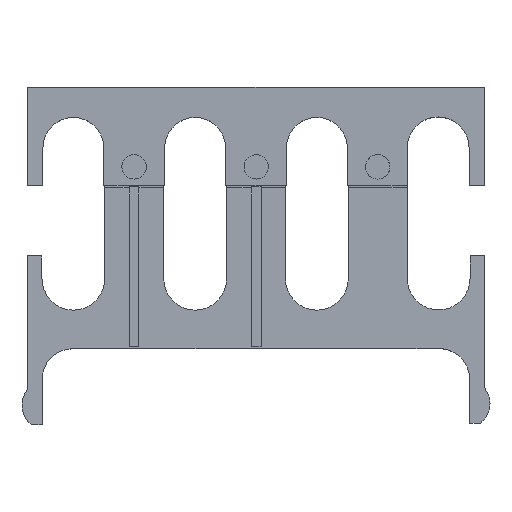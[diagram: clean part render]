
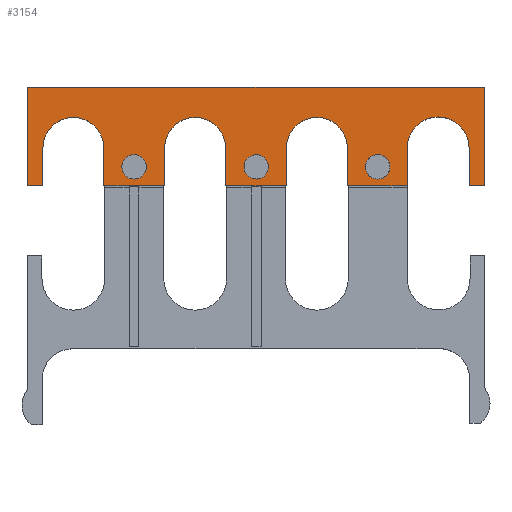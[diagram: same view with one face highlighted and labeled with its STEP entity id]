
A CAD part, top view. The second image highlights one B-rep face of the part: STEP entity #3154.
In plain terms, the highlighted planar face has unit normal (0, 0, 1).
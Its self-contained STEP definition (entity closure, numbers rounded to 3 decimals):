
#2161=AXIS2_PLACEMENT_3D('Circle Axis2P3D',#2159,#2160,$) ;
#2453=AXIS2_PLACEMENT_3D('Circle Axis2P3D',#2451,#2452,$) ;
#2620=AXIS2_PLACEMENT_3D('Circle Axis2P3D',#2618,#2619,$) ;
#2692=AXIS2_PLACEMENT_3D('Circle Axis2P3D',#2690,#2691,$) ;
#2716=AXIS2_PLACEMENT_3D('Circle Axis2P3D',#2714,#2715,$) ;
#2954=AXIS2_PLACEMENT_3D('Circle Axis2P3D',#2952,#2953,$) ;
#3075=AXIS2_PLACEMENT_3D('Circle Axis2P3D',#3073,#3074,$) ;
#3099=AXIS2_PLACEMENT_3D('Circle Axis2P3D',#3097,#3098,$) ;
#3112=AXIS2_PLACEMENT_3D('Plane Axis2P3D',#3109,#3110,#3111) ;
#2156=CARTESIAN_POINT('Vertex',(5.375,18.2,4.5)) ;
#2159=CARTESIAN_POINT('Axis2P3D Location',(3.375,18.2,4.5)) ;
#2163=CARTESIAN_POINT('Vertex',(1.375,18.2,4.5)) ;
#2197=CARTESIAN_POINT('Line Origine',(1.375,16.95,4.5)) ;
#2201=CARTESIAN_POINT('Vertex',(1.375,15.7,4.5)) ;
#2226=CARTESIAN_POINT('Vertex',(5.375,15.7,4.5)) ;
#2231=CARTESIAN_POINT('Line Origine',(5.375,16.95,4.5)) ;
#2301=CARTESIAN_POINT('Line Origine',(0.875,15.7,4.5)) ;
#2305=CARTESIAN_POINT('Vertex',(0.375,15.7,4.5)) ;
#2332=CARTESIAN_POINT('Line Origine',(0.375,18.95,4.5)) ;
#2336=CARTESIAN_POINT('Vertex',(0.375,22.2,4.5)) ;
#2355=CARTESIAN_POINT('Vertex',(9.375,15.7,4.5)) ;
#2360=CARTESIAN_POINT('Line Origine',(7.375,15.7,4.5)) ;
#2409=CARTESIAN_POINT('Vertex',(9.375,18.2,4.5)) ;
#2412=CARTESIAN_POINT('Line Origine',(9.375,16.95,4.5)) ;
#2448=CARTESIAN_POINT('Vertex',(13.375,18.2,4.5)) ;
#2451=CARTESIAN_POINT('Axis2P3D Location',(11.375,18.2,4.5)) ;
#2472=CARTESIAN_POINT('Vertex',(13.375,15.7,4.5)) ;
#2477=CARTESIAN_POINT('Line Origine',(13.375,16.95,4.5)) ;
#2522=CARTESIAN_POINT('Vertex',(17.375,15.7,4.5)) ;
#2527=CARTESIAN_POINT('Line Origine',(15.375,15.7,4.5)) ;
#2576=CARTESIAN_POINT('Vertex',(17.375,18.2,4.5)) ;
#2579=CARTESIAN_POINT('Line Origine',(17.375,16.95,4.5)) ;
#2615=CARTESIAN_POINT('Vertex',(21.375,18.2,4.5)) ;
#2618=CARTESIAN_POINT('Axis2P3D Location',(19.375,18.2,4.5)) ;
#2653=CARTESIAN_POINT('Vertex',(21.375,15.7,4.5)) ;
#2656=CARTESIAN_POINT('Line Origine',(21.375,16.95,4.5)) ;
#2687=CARTESIAN_POINT('Vertex',(8.16,16.95,4.5)) ;
#2690=CARTESIAN_POINT('Axis2P3D Location',(7.36,16.95,4.5)) ;
#2694=CARTESIAN_POINT('Vertex',(6.56,16.95,4.5)) ;
#2714=CARTESIAN_POINT('Axis2P3D Location',(7.36,16.95,4.5)) ;
#2902=CARTESIAN_POINT('Vertex',(25.313,18.2,4.5)) ;
#2907=CARTESIAN_POINT('Line Origine',(25.313,16.95,4.5)) ;
#2911=CARTESIAN_POINT('Vertex',(25.313,15.7,4.5)) ;
#2949=CARTESIAN_POINT('Vertex',(29.375,18.2,4.5)) ;
#2952=CARTESIAN_POINT('Axis2P3D Location',(27.344,18.2,4.5)) ;
#2973=CARTESIAN_POINT('Vertex',(29.375,15.7,4.5)) ;
#2978=CARTESIAN_POINT('Line Origine',(29.375,16.95,4.5)) ;
#2999=CARTESIAN_POINT('Vertex',(30.375,15.7,4.5)) ;
#3004=CARTESIAN_POINT('Line Origine',(29.875,15.7,4.5)) ;
#3030=CARTESIAN_POINT('Vertex',(30.375,22.2,4.5)) ;
#3035=CARTESIAN_POINT('Line Origine',(30.375,18.95,4.5)) ;
#3070=CARTESIAN_POINT('Vertex',(24.175,16.95,4.5)) ;
#3073=CARTESIAN_POINT('Axis2P3D Location',(23.375,16.95,4.5)) ;
#3077=CARTESIAN_POINT('Vertex',(22.575,16.95,4.5)) ;
#3097=CARTESIAN_POINT('Axis2P3D Location',(23.375,16.95,4.5)) ;
#3109=CARTESIAN_POINT('Axis2P3D Location',(15.375,0.125,4.5)) ;
#3114=CARTESIAN_POINT('Line Origine',(15.375,22.2,4.5)) ;
#3119=CARTESIAN_POINT('Line Origine',(23.344,15.7,4.5)) ;
#2160=DIRECTION('Axis2P3D Direction',(0.,0.,1.)) ;
#2198=DIRECTION('Vector Direction',(0.,-1.,0.)) ;
#2232=DIRECTION('Vector Direction',(0.,1.,0.)) ;
#2302=DIRECTION('Vector Direction',(-1.,0.,0.)) ;
#2333=DIRECTION('Vector Direction',(0.,1.,0.)) ;
#2361=DIRECTION('Vector Direction',(-1.,0.,0.)) ;
#2413=DIRECTION('Vector Direction',(0.,-1.,0.)) ;
#2452=DIRECTION('Axis2P3D Direction',(0.,0.,1.)) ;
#2478=DIRECTION('Vector Direction',(0.,1.,0.)) ;
#2528=DIRECTION('Vector Direction',(-1.,0.,0.)) ;
#2580=DIRECTION('Vector Direction',(0.,-1.,0.)) ;
#2619=DIRECTION('Axis2P3D Direction',(0.,0.,1.)) ;
#2657=DIRECTION('Vector Direction',(0.,1.,0.)) ;
#2691=DIRECTION('Axis2P3D Direction',(0.,0.,1.)) ;
#2715=DIRECTION('Axis2P3D Direction',(0.,0.,1.)) ;
#2908=DIRECTION('Vector Direction',(0.,-1.,0.)) ;
#2953=DIRECTION('Axis2P3D Direction',(0.,0.,1.)) ;
#2979=DIRECTION('Vector Direction',(0.,1.,0.)) ;
#3005=DIRECTION('Vector Direction',(-1.,0.,0.)) ;
#3036=DIRECTION('Vector Direction',(0.,-1.,0.)) ;
#3074=DIRECTION('Axis2P3D Direction',(0.,0.,1.)) ;
#3098=DIRECTION('Axis2P3D Direction',(0.,0.,1.)) ;
#3110=DIRECTION('Axis2P3D Direction',(0.,0.,1.)) ;
#3111=DIRECTION('Axis2P3D XDirection',(1.,0.,0.)) ;
#3115=DIRECTION('Vector Direction',(1.,0.,0.)) ;
#3120=DIRECTION('Vector Direction',(1.,0.,0.)) ;
#2199=VECTOR('Line Direction',#2198,1.) ;
#2233=VECTOR('Line Direction',#2232,1.) ;
#2303=VECTOR('Line Direction',#2302,1.) ;
#2334=VECTOR('Line Direction',#2333,1.) ;
#2362=VECTOR('Line Direction',#2361,1.) ;
#2414=VECTOR('Line Direction',#2413,1.) ;
#2479=VECTOR('Line Direction',#2478,1.) ;
#2529=VECTOR('Line Direction',#2528,1.) ;
#2581=VECTOR('Line Direction',#2580,1.) ;
#2658=VECTOR('Line Direction',#2657,1.) ;
#2909=VECTOR('Line Direction',#2908,1.) ;
#2980=VECTOR('Line Direction',#2979,1.) ;
#3006=VECTOR('Line Direction',#3005,1.) ;
#3037=VECTOR('Line Direction',#3036,1.) ;
#3116=VECTOR('Line Direction',#3115,1.) ;
#3121=VECTOR('Line Direction',#3120,1.) ;
#3125=ORIENTED_EDGE('',*,*,#3118,.T.) ;
#3126=ORIENTED_EDGE('',*,*,#2338,.T.) ;
#3127=ORIENTED_EDGE('',*,*,#2307,.T.) ;
#3128=ORIENTED_EDGE('',*,*,#2203,.T.) ;
#3129=ORIENTED_EDGE('',*,*,#2165,.T.) ;
#3130=ORIENTED_EDGE('',*,*,#2235,.T.) ;
#3131=ORIENTED_EDGE('',*,*,#2364,.T.) ;
#3132=ORIENTED_EDGE('',*,*,#2416,.T.) ;
#3133=ORIENTED_EDGE('',*,*,#2455,.T.) ;
#3134=ORIENTED_EDGE('',*,*,#2481,.T.) ;
#3135=ORIENTED_EDGE('',*,*,#2531,.T.) ;
#3136=ORIENTED_EDGE('',*,*,#2583,.T.) ;
#3137=ORIENTED_EDGE('',*,*,#2622,.T.) ;
#3138=ORIENTED_EDGE('',*,*,#2660,.T.) ;
#3139=ORIENTED_EDGE('',*,*,#3123,.T.) ;
#3140=ORIENTED_EDGE('',*,*,#2913,.T.) ;
#3141=ORIENTED_EDGE('',*,*,#2956,.T.) ;
#3142=ORIENTED_EDGE('',*,*,#2982,.T.) ;
#3143=ORIENTED_EDGE('',*,*,#3008,.T.) ;
#3144=ORIENTED_EDGE('',*,*,#3039,.T.) ;
#3147=ORIENTED_EDGE('',*,*,#3101,.F.) ;
#3148=ORIENTED_EDGE('',*,*,#3079,.F.) ;
#3151=ORIENTED_EDGE('',*,*,#2696,.F.) ;
#3152=ORIENTED_EDGE('',*,*,#2718,.F.) ;
#3149=FACE_BOUND('',#3146,.T.) ;
#3153=FACE_BOUND('',#3150,.T.) ;
#3154=ADVANCED_FACE('MTTE_QVS2_N_S.1\\MTTE',(#3145,#3149,#3153),#3113,.T.) ;
#2162=CIRCLE('generated circle',#2161,2.) ;
#2454=CIRCLE('generated circle',#2453,2.) ;
#2621=CIRCLE('generated circle',#2620,2.) ;
#2693=CIRCLE('generated circle',#2692,0.8) ;
#2717=CIRCLE('generated circle',#2716,0.8) ;
#2955=CIRCLE('generated circle',#2954,2.031) ;
#3076=CIRCLE('generated circle',#3075,0.8) ;
#3100=CIRCLE('generated circle',#3099,0.8) ;
#2165=EDGE_CURVE('',#2164,#2157,#2162,.F.) ;
#2203=EDGE_CURVE('',#2202,#2164,#2200,.F.) ;
#2235=EDGE_CURVE('',#2157,#2227,#2234,.F.) ;
#2307=EDGE_CURVE('',#2306,#2202,#2304,.F.) ;
#2338=EDGE_CURVE('',#2337,#2306,#2335,.F.) ;
#2364=EDGE_CURVE('',#2227,#2356,#2363,.F.) ;
#2416=EDGE_CURVE('',#2356,#2410,#2415,.F.) ;
#2455=EDGE_CURVE('',#2410,#2449,#2454,.F.) ;
#2481=EDGE_CURVE('',#2449,#2473,#2480,.F.) ;
#2531=EDGE_CURVE('',#2473,#2523,#2530,.F.) ;
#2583=EDGE_CURVE('',#2523,#2577,#2582,.F.) ;
#2622=EDGE_CURVE('',#2577,#2616,#2621,.F.) ;
#2660=EDGE_CURVE('',#2616,#2654,#2659,.F.) ;
#2696=EDGE_CURVE('',#2688,#2695,#2693,.T.) ;
#2718=EDGE_CURVE('',#2695,#2688,#2717,.T.) ;
#2913=EDGE_CURVE('',#2912,#2903,#2910,.F.) ;
#2956=EDGE_CURVE('',#2903,#2950,#2955,.F.) ;
#2982=EDGE_CURVE('',#2950,#2974,#2981,.F.) ;
#3008=EDGE_CURVE('',#2974,#3000,#3007,.F.) ;
#3039=EDGE_CURVE('',#3000,#3031,#3038,.F.) ;
#3079=EDGE_CURVE('',#3071,#3078,#3076,.T.) ;
#3101=EDGE_CURVE('',#3078,#3071,#3100,.T.) ;
#3118=EDGE_CURVE('',#3031,#2337,#3117,.F.) ;
#3123=EDGE_CURVE('',#2654,#2912,#3122,.T.) ;
#3124=EDGE_LOOP('',(#3125,#3126,#3127,#3128,#3129,#3130,#3131,#3132,#3133,#3134,#3135,#3136,#3137,#3138,#3139,#3140,#3141,#3142,#3143,#3144)) ;
#3146=EDGE_LOOP('',(#3147,#3148)) ;
#3150=EDGE_LOOP('',(#3151,#3152)) ;
#3145=FACE_OUTER_BOUND('',#3124,.T.) ;
#2200=LINE('Line',#2197,#2199) ;
#2234=LINE('Line',#2231,#2233) ;
#2304=LINE('Line',#2301,#2303) ;
#2335=LINE('Line',#2332,#2334) ;
#2363=LINE('Line',#2360,#2362) ;
#2415=LINE('Line',#2412,#2414) ;
#2480=LINE('Line',#2477,#2479) ;
#2530=LINE('Line',#2527,#2529) ;
#2582=LINE('Line',#2579,#2581) ;
#2659=LINE('Line',#2656,#2658) ;
#2910=LINE('Line',#2907,#2909) ;
#2981=LINE('Line',#2978,#2980) ;
#3007=LINE('Line',#3004,#3006) ;
#3038=LINE('Line',#3035,#3037) ;
#3117=LINE('Line',#3114,#3116) ;
#3122=LINE('Line',#3119,#3121) ;
#3113=PLANE('',#3112) ;
#2157=VERTEX_POINT('',#2156) ;
#2164=VERTEX_POINT('',#2163) ;
#2202=VERTEX_POINT('',#2201) ;
#2227=VERTEX_POINT('',#2226) ;
#2306=VERTEX_POINT('',#2305) ;
#2337=VERTEX_POINT('',#2336) ;
#2356=VERTEX_POINT('',#2355) ;
#2410=VERTEX_POINT('',#2409) ;
#2449=VERTEX_POINT('',#2448) ;
#2473=VERTEX_POINT('',#2472) ;
#2523=VERTEX_POINT('',#2522) ;
#2577=VERTEX_POINT('',#2576) ;
#2616=VERTEX_POINT('',#2615) ;
#2654=VERTEX_POINT('',#2653) ;
#2688=VERTEX_POINT('',#2687) ;
#2695=VERTEX_POINT('',#2694) ;
#2903=VERTEX_POINT('',#2902) ;
#2912=VERTEX_POINT('',#2911) ;
#2950=VERTEX_POINT('',#2949) ;
#2974=VERTEX_POINT('',#2973) ;
#3000=VERTEX_POINT('',#2999) ;
#3031=VERTEX_POINT('',#3030) ;
#3071=VERTEX_POINT('',#3070) ;
#3078=VERTEX_POINT('',#3077) ;
